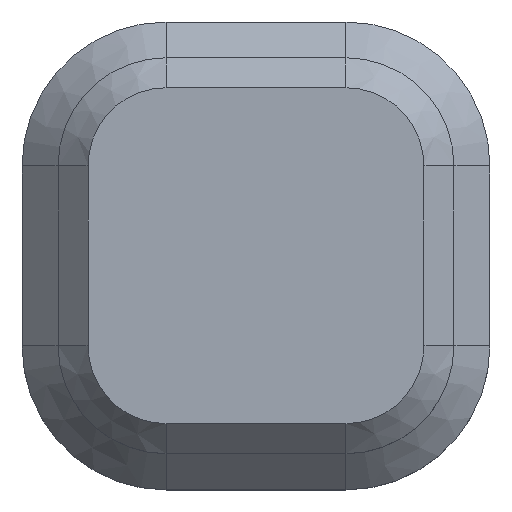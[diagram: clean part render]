
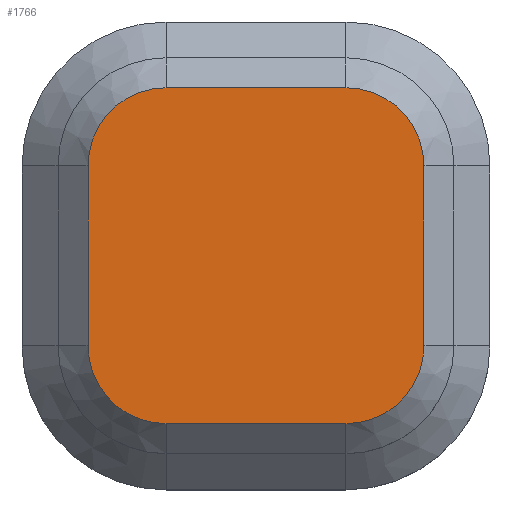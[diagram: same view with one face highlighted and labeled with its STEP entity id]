
A CAD part, top view. The second image highlights one B-rep face of the part: STEP entity #1766.
In plain terms, the highlighted planar face has unit normal (0, 0, 1).
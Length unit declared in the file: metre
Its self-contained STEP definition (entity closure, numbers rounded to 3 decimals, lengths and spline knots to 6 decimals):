
#78=PLANE('',#1917);
#128=CIRCLE('',#1918,0.0026);
#129=CIRCLE('',#1919,0.0026);
#130=CIRCLE('',#1920,0.0026);
#131=CIRCLE('',#1921,0.0026);
#432=ORIENTED_EDGE('',*,*,#832,.T.);
#433=ORIENTED_EDGE('',*,*,#833,.T.);
#434=ORIENTED_EDGE('',*,*,#834,.T.);
#435=ORIENTED_EDGE('',*,*,#835,.T.);
#436=ORIENTED_EDGE('',*,*,#836,.T.);
#437=ORIENTED_EDGE('',*,*,#837,.T.);
#438=ORIENTED_EDGE('',*,*,#838,.T.);
#439=ORIENTED_EDGE('',*,*,#839,.T.);
#832=EDGE_CURVE('',#1040,#1041,#1212,.T.);
#833=EDGE_CURVE('',#1041,#1042,#128,.T.);
#834=EDGE_CURVE('',#1042,#1043,#1213,.T.);
#835=EDGE_CURVE('',#1043,#1044,#129,.T.);
#836=EDGE_CURVE('',#1044,#1045,#1214,.T.);
#837=EDGE_CURVE('',#1045,#1046,#130,.T.);
#838=EDGE_CURVE('',#1046,#1047,#1215,.T.);
#839=EDGE_CURVE('',#1047,#1040,#131,.T.);
#1040=VERTEX_POINT('',#2872);
#1041=VERTEX_POINT('',#2873);
#1042=VERTEX_POINT('',#2875);
#1043=VERTEX_POINT('',#2877);
#1044=VERTEX_POINT('',#2879);
#1045=VERTEX_POINT('',#2881);
#1046=VERTEX_POINT('',#2883);
#1047=VERTEX_POINT('',#2885);
#1212=LINE('',#2871,#1400);
#1213=LINE('',#2876,#1401);
#1214=LINE('',#2880,#1402);
#1215=LINE('',#2884,#1403);
#1400=VECTOR('',#2303,1.);
#1401=VECTOR('',#2306,1.);
#1402=VECTOR('',#2309,1.);
#1403=VECTOR('',#2312,1.);
#1519=EDGE_LOOP('',(#432,#433,#434,#435,#436,#437,#438,#439));
#1633=FACE_BOUND('',#1519,.T.);
#1766=ADVANCED_FACE('',(#1633),#78,.T.);
#1917=AXIS2_PLACEMENT_3D('',#2870,#2301,#2302);
#1918=AXIS2_PLACEMENT_3D('',#2874,#2304,#2305);
#1919=AXIS2_PLACEMENT_3D('',#2878,#2307,#2308);
#1920=AXIS2_PLACEMENT_3D('',#2882,#2310,#2311);
#1921=AXIS2_PLACEMENT_3D('',#2886,#2313,#2314);
#2301=DIRECTION('',(0.,0.,1.));
#2302=DIRECTION('',(1.,0.,0.));
#2303=DIRECTION('',(0.,-1.,0.));
#2304=DIRECTION('',(0.,0.,1.));
#2305=DIRECTION('',(1.,0.,0.));
#2306=DIRECTION('',(1.,0.,0.));
#2307=DIRECTION('',(0.,0.,1.));
#2308=DIRECTION('',(1.,0.,0.));
#2309=DIRECTION('',(0.,1.,0.));
#2310=DIRECTION('',(0.,0.,1.));
#2311=DIRECTION('',(1.,0.,0.));
#2312=DIRECTION('',(-1.,0.,0.));
#2313=DIRECTION('',(0.,0.,1.));
#2314=DIRECTION('',(1.,0.,0.));
#2870=CARTESIAN_POINT('',(0.,0.,0.0073));
#2871=CARTESIAN_POINT('',(0.01515,0.,0.0073));
#2872=CARTESIAN_POINT('',(0.01515,-0.05675,0.0073));
#2873=CARTESIAN_POINT('',(0.01515,-0.06275,0.0073));
#2874=CARTESIAN_POINT('',(0.01775,-0.06275,0.0073));
#2875=CARTESIAN_POINT('',(0.01775,-0.06535,0.0073));
#2876=CARTESIAN_POINT('',(0.02375,-0.06535,0.0073));
#2877=CARTESIAN_POINT('',(0.02375,-0.06535,0.0073));
#2878=CARTESIAN_POINT('',(0.02375,-0.06275,0.0073));
#2879=CARTESIAN_POINT('',(0.02635,-0.06275,0.0073));
#2880=CARTESIAN_POINT('',(0.02635,-0.05675,0.0073));
#2881=CARTESIAN_POINT('',(0.02635,-0.05675,0.0073));
#2882=CARTESIAN_POINT('',(0.02375,-0.05675,0.0073));
#2883=CARTESIAN_POINT('',(0.02375,-0.05415,0.0073));
#2884=CARTESIAN_POINT('',(0.,-0.05415,0.0073));
#2885=CARTESIAN_POINT('',(0.01775,-0.05415,0.0073));
#2886=CARTESIAN_POINT('',(0.01775,-0.05675,0.0073));
